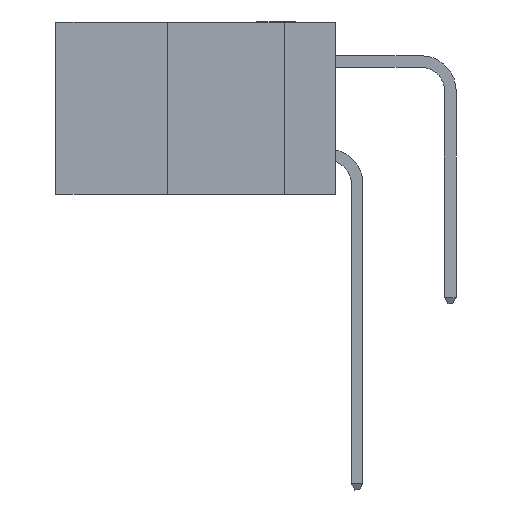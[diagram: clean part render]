
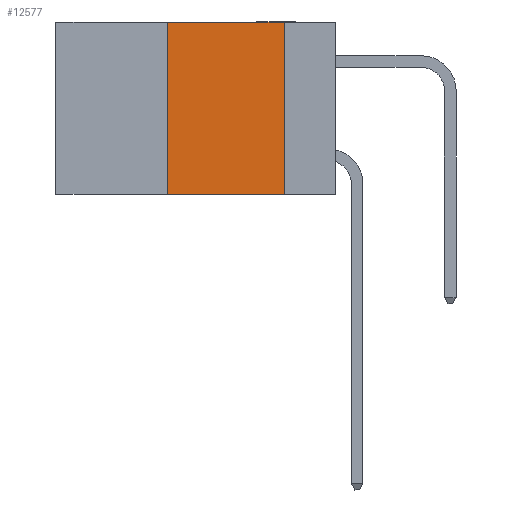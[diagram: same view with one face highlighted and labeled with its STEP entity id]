
A CAD part, left-side view. The second image highlights one B-rep face of the part: STEP entity #12577.
In plain terms, the highlighted planar face has unit normal (-1, 0, 0).
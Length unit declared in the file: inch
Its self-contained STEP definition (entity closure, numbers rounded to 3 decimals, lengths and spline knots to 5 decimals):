
#367 = FACE_OUTER_BOUND ( 'NONE', #7180, .T. ) ;
#395 = EDGE_CURVE ( 'NONE', #3823, #1512, #7746, .T. ) ;
#1512 = VERTEX_POINT ( 'NONE', #10622 ) ;
#1831 = VECTOR ( 'NONE', #8517, 39.37008 ) ;
#2307 = ORIENTED_EDGE ( 'NONE', *, *, #395, .F. ) ;
#2404 = EDGE_CURVE ( 'NONE', #11214, #3823, #7512, .T. ) ;
#2455 = DIRECTION ( 'NONE',  ( 0., -1., 0. ) ) ;
#2487 = CARTESIAN_POINT ( 'NONE',  ( 0., 0.6, 0. ) ) ;
#2652 = AXIS2_PLACEMENT_3D ( 'NONE', #11021, #12147, #5502 ) ;
#3120 = VERTEX_POINT ( 'NONE', #9842 ) ;
#3823 = VERTEX_POINT ( 'NONE', #6779 ) ;
#4194 = EDGE_CURVE ( 'NONE', #11214, #3120, #4843, .T. ) ;
#4197 = CARTESIAN_POINT ( 'NONE',  ( 0., 0.11, 0. ) ) ;
#4843 = LINE ( 'NONE', #10675, #1831 ) ;
#4968 = ORIENTED_EDGE ( 'NONE', *, *, #5902, .F. ) ;
#5136 = LINE ( 'NONE', #4197, #8450 ) ;
#5331 = DIRECTION ( 'NONE',  ( 0., 0., -1. ) ) ;
#5502 = DIRECTION ( 'NONE',  ( 0., 0., -1. ) ) ;
#5902 = EDGE_CURVE ( 'NONE', #1512, #3120, #5136, .T. ) ;
#6779 = CARTESIAN_POINT ( 'NONE',  ( 0., 0.36, 0. ) ) ;
#7180 = EDGE_LOOP ( 'NONE', ( #4968, #2307, #11556, #8962 ) ) ;
#7423 = DIRECTION ( 'NONE',  ( 0., 0., 1. ) ) ;
#7512 = LINE ( 'NONE', #7757, #9424 ) ;
#7746 = LINE ( 'NONE', #2487, #13634 ) ;
#7757 = CARTESIAN_POINT ( 'NONE',  ( 0., 0.36, 0. ) ) ;
#8450 = VECTOR ( 'NONE', #5331, 39.37008 ) ;
#8517 = DIRECTION ( 'NONE',  ( 0., -1., 0. ) ) ;
#8962 = ORIENTED_EDGE ( 'NONE', *, *, #4194, .T. ) ;
#9424 = VECTOR ( 'NONE', #7423, 39.37008 ) ;
#9842 = CARTESIAN_POINT ( 'NONE',  ( 0., 0.11, -0.37 ) ) ;
#9925 = PLANE ( 'NONE',  #2652 ) ;
#10622 = CARTESIAN_POINT ( 'NONE',  ( 0., 0.11, 0. ) ) ;
#10675 = CARTESIAN_POINT ( 'NONE',  ( 0., 0.6, -0.37 ) ) ;
#11021 = CARTESIAN_POINT ( 'NONE',  ( 0., 0.6, 0. ) ) ;
#11214 = VERTEX_POINT ( 'NONE', #11314 ) ;
#11314 = CARTESIAN_POINT ( 'NONE',  ( 0., 0.36, -0.37 ) ) ;
#11556 = ORIENTED_EDGE ( 'NONE', *, *, #2404, .F. ) ;
#12147 = DIRECTION ( 'NONE',  ( 1., 0., 0. ) ) ;
#12577 = ADVANCED_FACE ( 'NONE', ( #367 ), #9925, .F. ) ;
#13634 = VECTOR ( 'NONE', #2455, 39.37008 ) ;
